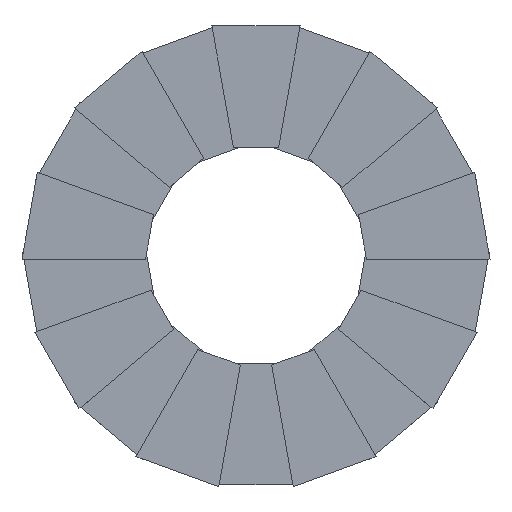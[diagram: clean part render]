
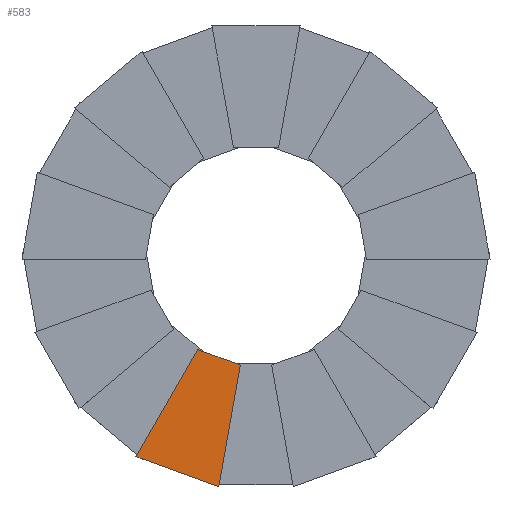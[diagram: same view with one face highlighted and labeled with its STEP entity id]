
A CAD part, top view. The second image highlights one B-rep face of the part: STEP entity #583.
In plain terms, the highlighted planar face has unit normal (0, 0, 1).
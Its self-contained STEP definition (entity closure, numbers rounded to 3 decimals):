
#11 = LINE ( 'NONE', #512, #409 ) ;
#16 = CARTESIAN_POINT ( 'NONE',  ( -319., 1717., 25. ) ) ;
#29 = CARTESIAN_POINT ( 'NONE',  ( -622., 0., 25. ) ) ;
#72 = LINE ( 'NONE', #458, #587 ) ;
#81 = LINE ( 'NONE', #513, #159 ) ;
#130 = VERTEX_POINT ( 'NONE', #813 ) ;
#159 = VECTOR ( 'NONE', #865, 1000. ) ;
#172 = CARTESIAN_POINT ( 'NONE',  ( 0., 0., 25. ) ) ;
#197 = FACE_OUTER_BOUND ( 'NONE', #784, .T. ) ;
#219 = EDGE_CURVE ( 'NONE', #417, #697, #11, .T. ) ;
#247 = PLANE ( 'NONE',  #828 ) ;
#257 = DIRECTION ( 'NONE',  ( 0., 0., -1. ) ) ;
#263 = CARTESIAN_POINT ( 'NONE',  ( 622., 0., 25. ) ) ;
#293 = VERTEX_POINT ( 'NONE', #29 ) ;
#305 = VECTOR ( 'NONE', #327, 1000. ) ;
#327 = DIRECTION ( 'NONE',  ( -1., 0., 0. ) ) ;
#341 = ORIENTED_EDGE ( 'NONE', *, *, #681, .T. ) ;
#409 = VECTOR ( 'NONE', #884, 1000. ) ;
#417 = VERTEX_POINT ( 'NONE', #263 ) ;
#458 = CARTESIAN_POINT ( 'NONE',  ( -622., 0., 25. ) ) ;
#499 = ORIENTED_EDGE ( 'NONE', *, *, #591, .T. ) ;
#508 = ORIENTED_EDGE ( 'NONE', *, *, #768, .T. ) ;
#512 = CARTESIAN_POINT ( 'NONE',  ( 622., 0., 25. ) ) ;
#513 = CARTESIAN_POINT ( 'NONE',  ( -622., 0., 25. ) ) ;
#583 = ADVANCED_FACE ( 'NONE', ( #197 ), #247, .F. ) ;
#587 = VECTOR ( 'NONE', #733, 1000. ) ;
#591 = EDGE_CURVE ( 'NONE', #293, #417, #72, .T. ) ;
#643 = LINE ( 'NONE', #16, #305 ) ;
#681 = EDGE_CURVE ( 'NONE', #697, #130, #643, .T. ) ;
#697 = VERTEX_POINT ( 'NONE', #877 ) ;
#733 = DIRECTION ( 'NONE',  ( 1., 0., 0. ) ) ;
#738 = ORIENTED_EDGE ( 'NONE', *, *, #219, .T. ) ;
#768 = EDGE_CURVE ( 'NONE', #130, #293, #81, .T. ) ;
#784 = EDGE_LOOP ( 'NONE', ( #508, #499, #738, #341 ) ) ;
#803 = DIRECTION ( 'NONE',  ( -1., 0., 0. ) ) ;
#813 = CARTESIAN_POINT ( 'NONE',  ( -319., 1717., 25. ) ) ;
#828 = AXIS2_PLACEMENT_3D ( 'NONE', #172, #257, #803 ) ;
#865 = DIRECTION ( 'NONE',  ( -0.174, -0.985, 0. ) ) ;
#877 = CARTESIAN_POINT ( 'NONE',  ( 319., 1717., 25. ) ) ;
#884 = DIRECTION ( 'NONE',  ( -0.174, 0.985, 0. ) ) ;
